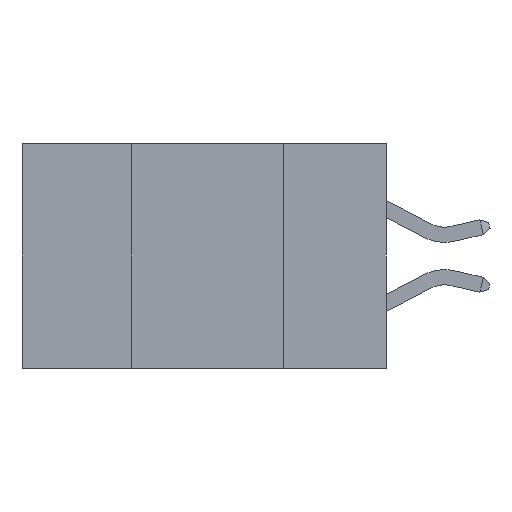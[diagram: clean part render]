
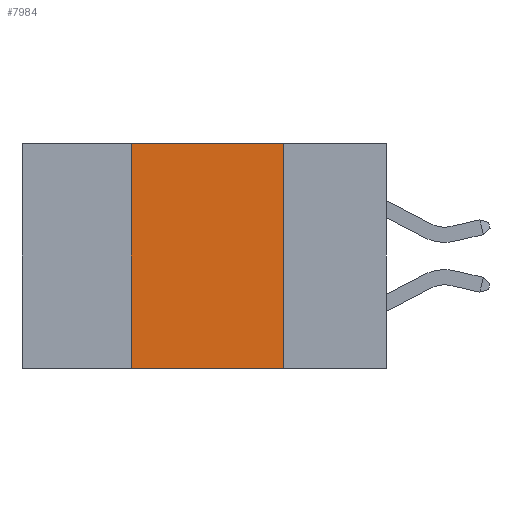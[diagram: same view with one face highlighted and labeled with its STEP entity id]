
A CAD part, left-side view. The second image highlights one B-rep face of the part: STEP entity #7984.
In plain terms, the highlighted planar face has unit normal (-1, 0, 0).
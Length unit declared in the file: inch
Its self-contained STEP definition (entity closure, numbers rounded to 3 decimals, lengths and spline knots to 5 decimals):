
#1674 = CARTESIAN_POINT ( 'NONE',  ( 0., 0.17, 0. ) ) ;
#1722 = VERTEX_POINT ( 'NONE', #4169 ) ;
#1824 = DIRECTION ( 'NONE',  ( 0., -1., 0. ) ) ;
#2524 = DIRECTION ( 'NONE',  ( 0., -1., 0. ) ) ;
#2773 = VECTOR ( 'NONE', #19433, 39.37008 ) ;
#2932 = VERTEX_POINT ( 'NONE', #13067 ) ;
#3698 = CARTESIAN_POINT ( 'NONE',  ( 0., 0.42, -0.37 ) ) ;
#3907 = AXIS2_PLACEMENT_3D ( 'NONE', #17884, #21840, #13864 ) ;
#3998 = LINE ( 'NONE', #17033, #2773 ) ;
#4028 = EDGE_CURVE ( 'NONE', #24100, #7379, #3998, .T. ) ;
#4169 = CARTESIAN_POINT ( 'NONE',  ( 0., 0.42, -0.37 ) ) ;
#4815 = EDGE_LOOP ( 'NONE', ( #12296, #24373, #12255, #18112 ) ) ;
#4832 = CARTESIAN_POINT ( 'NONE',  ( 0., 0.17, -0.37 ) ) ;
#6363 = VECTOR ( 'NONE', #19260, 39.37008 ) ;
#7379 = VERTEX_POINT ( 'NONE', #4832 ) ;
#7909 = LINE ( 'NONE', #21580, #21128 ) ;
#7984 = ADVANCED_FACE ( 'NONE', ( #17172 ), #8139, .F. ) ;
#8139 = PLANE ( 'NONE',  #3907 ) ;
#9813 = EDGE_CURVE ( 'NONE', #2932, #24100, #7909, .T. ) ;
#11186 = LINE ( 'NONE', #3698, #6363 ) ;
#12255 = ORIENTED_EDGE ( 'NONE', *, *, #18974, .F. ) ;
#12296 = ORIENTED_EDGE ( 'NONE', *, *, #4028, .F. ) ;
#13067 = CARTESIAN_POINT ( 'NONE',  ( 0., 0.42, 0. ) ) ;
#13821 = CARTESIAN_POINT ( 'NONE',  ( 0., 0.6, -0.37 ) ) ;
#13864 = DIRECTION ( 'NONE',  ( 0., 0., -1. ) ) ;
#17033 = CARTESIAN_POINT ( 'NONE',  ( 0., 0.17, -0.37 ) ) ;
#17172 = FACE_OUTER_BOUND ( 'NONE', #4815, .T. ) ;
#17844 = LINE ( 'NONE', #13821, #24576 ) ;
#17884 = CARTESIAN_POINT ( 'NONE',  ( 0., 0.6, 0. ) ) ;
#18112 = ORIENTED_EDGE ( 'NONE', *, *, #21051, .T. ) ;
#18974 = EDGE_CURVE ( 'NONE', #1722, #2932, #11186, .T. ) ;
#19260 = DIRECTION ( 'NONE',  ( 0., 0., 1. ) ) ;
#19433 = DIRECTION ( 'NONE',  ( 0., 0., -1. ) ) ;
#21051 = EDGE_CURVE ( 'NONE', #1722, #7379, #17844, .T. ) ;
#21128 = VECTOR ( 'NONE', #1824, 39.37008 ) ;
#21580 = CARTESIAN_POINT ( 'NONE',  ( 0., 0.6, 0. ) ) ;
#21840 = DIRECTION ( 'NONE',  ( 1., 0., 0. ) ) ;
#24100 = VERTEX_POINT ( 'NONE', #1674 ) ;
#24373 = ORIENTED_EDGE ( 'NONE', *, *, #9813, .F. ) ;
#24576 = VECTOR ( 'NONE', #2524, 39.37008 ) ;
